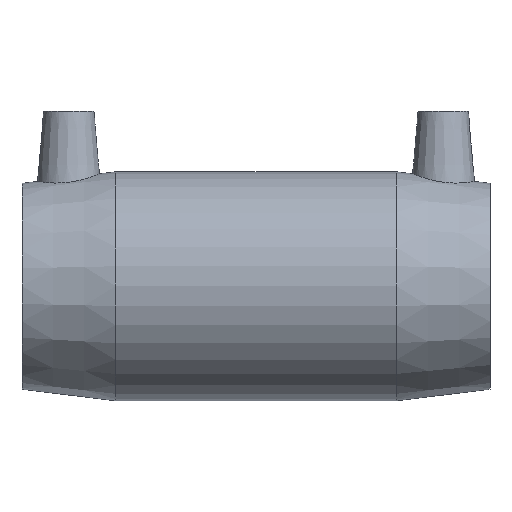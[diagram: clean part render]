
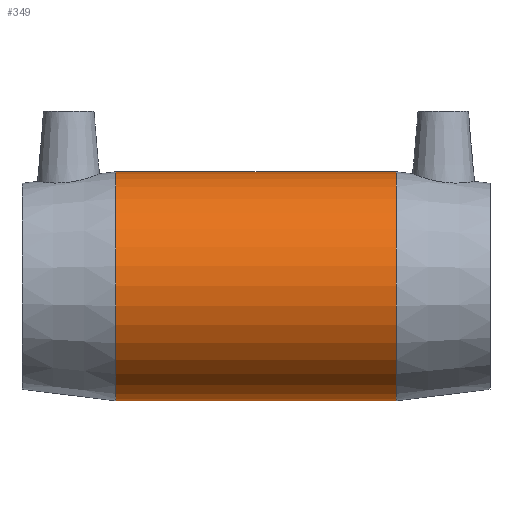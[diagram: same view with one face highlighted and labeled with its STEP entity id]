
A CAD part, top view. The second image highlights one B-rep face of the part: STEP entity #349.
In plain terms, the highlighted cylindrical face has radius 34 mm (diameter 68 mm), a full revolution.
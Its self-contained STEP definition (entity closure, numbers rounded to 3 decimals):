
#47=FACE_BOUND('',#155,.T.);
#48=FACE_BOUND('',#156,.T.);
#79=CIRCLE('',#395,34.);
#80=CIRCLE('',#396,34.);
#110=FACE_OUTER_BOUND('',#154,.T.);
#154=EDGE_LOOP('',(#286));
#155=EDGE_LOOP('',(#287));
#156=EDGE_LOOP('',(#288));
#191=B_SPLINE_CURVE_WITH_KNOTS('',3,(#605,#606,#607,#608,#609,#610,#611,
#612,#613,#614,#615,#616,#617,#618,#619,#620,#621,#622,#623,#624,#625,#626,
#627,#628,#629,#630,#631,#632,#633,#634,#635,#636,#637,#638,#639,#640,#641,
#642,#643,#644,#645,#646,#647,#648,#649,#650,#651,#652,#653,#654,#655,#656,
#657,#658,#659,#660,#661,#662),.UNSPECIFIED.,.T.,.F.,(4,2,2,2,2,2,2,2,2,
2,2,2,2,2,2,2,2,2,2,2,2,2,2,2,2,2,2,2,4),(0.,0.307,0.614,
1.228,1.535,1.841,2.147,2.454,
2.76,3.067,3.373,3.679,4.293,
4.6,4.907,5.214,5.522,6.136,
6.442,6.748,7.055,7.361,7.668,
7.974,8.28,8.587,9.201,9.508,
9.815),.UNSPECIFIED.);
#197=VERTEX_POINT('',#604);
#210=VERTEX_POINT('',#767);
#211=VERTEX_POINT('',#769);
#229=EDGE_CURVE('',#197,#197,#191,.T.);
#242=EDGE_CURVE('',#210,#210,#79,.T.);
#243=EDGE_CURVE('',#211,#211,#80,.T.);
#286=ORIENTED_EDGE('',*,*,#242,.F.);
#287=ORIENTED_EDGE('',*,*,#229,.T.);
#288=ORIENTED_EDGE('',*,*,#243,.T.);
#328=CYLINDRICAL_SURFACE('',#394,34.);
#349=ADVANCED_FACE('',(#110,#47,#48),#328,.T.);
#394=AXIS2_PLACEMENT_3D('',#766,#482,#483);
#395=AXIS2_PLACEMENT_3D('',#768,#484,#485);
#396=AXIS2_PLACEMENT_3D('',#770,#486,#487);
#482=DIRECTION('center_axis',(1.,0.,0.));
#483=DIRECTION('ref_axis',(0.,1.,0.));
#484=DIRECTION('center_axis',(1.,0.,0.));
#485=DIRECTION('ref_axis',(0.,0.,-1.));
#486=DIRECTION('center_axis',(1.,0.,0.));
#487=DIRECTION('ref_axis',(0.,0.,-1.));
#604=CARTESIAN_POINT('',(0.,-16.,-30.));
#605=CARTESIAN_POINT('Ctrl Pts',(0.,-16.,-30.));
#606=CARTESIAN_POINT('Ctrl Pts',(1.023,-16.,-30.));
#607=CARTESIAN_POINT('Ctrl Pts',(2.075,-15.9,-30.054));
#608=CARTESIAN_POINT('Ctrl Pts',(4.156,-15.487,-30.269));
#609=CARTESIAN_POINT('Ctrl Pts',(5.185,-15.174,-30.43));
#610=CARTESIAN_POINT('Ctrl Pts',(8.132,-13.943,-31.023));
#611=CARTESIAN_POINT('Ctrl Pts',(9.909,-12.718,-31.567));
#612=CARTESIAN_POINT('Ctrl Pts',(12.014,-10.613,-32.31));
#613=CARTESIAN_POINT('Ctrl Pts',(12.675,-9.821,-32.563));
#614=CARTESIAN_POINT('Ctrl Pts',(13.844,-8.089,-33.036));
#615=CARTESIAN_POINT('Ctrl Pts',(14.353,-7.151,-33.255));
#616=CARTESIAN_POINT('Ctrl Pts',(15.174,-5.184,-33.617));
#617=CARTESIAN_POINT('Ctrl Pts',(15.488,-4.154,-33.761));
#618=CARTESIAN_POINT('Ctrl Pts',(15.901,-2.073,-33.953));
#619=CARTESIAN_POINT('Ctrl Pts',(16.,-1.021,-34.));
#620=CARTESIAN_POINT('Ctrl Pts',(16.,1.021,-34.));
#621=CARTESIAN_POINT('Ctrl Pts',(15.901,2.073,-33.953));
#622=CARTESIAN_POINT('Ctrl Pts',(15.488,4.154,-33.761));
#623=CARTESIAN_POINT('Ctrl Pts',(15.174,5.184,-33.617));
#624=CARTESIAN_POINT('Ctrl Pts',(14.353,7.151,-33.255));
#625=CARTESIAN_POINT('Ctrl Pts',(13.844,8.089,-33.036));
#626=CARTESIAN_POINT('Ctrl Pts',(12.675,9.821,-32.563));
#627=CARTESIAN_POINT('Ctrl Pts',(12.014,10.613,-32.31));
#628=CARTESIAN_POINT('Ctrl Pts',(9.909,12.718,-31.567));
#629=CARTESIAN_POINT('Ctrl Pts',(8.132,13.943,-31.023));
#630=CARTESIAN_POINT('Ctrl Pts',(5.185,15.174,-30.43));
#631=CARTESIAN_POINT('Ctrl Pts',(4.156,15.487,-30.269));
#632=CARTESIAN_POINT('Ctrl Pts',(2.075,15.9,-30.054));
#633=CARTESIAN_POINT('Ctrl Pts',(1.023,16.,-30.));
#634=CARTESIAN_POINT('Ctrl Pts',(-1.023,16.,-30.));
#635=CARTESIAN_POINT('Ctrl Pts',(-2.075,15.9,-30.054));
#636=CARTESIAN_POINT('Ctrl Pts',(-4.156,15.487,-30.269));
#637=CARTESIAN_POINT('Ctrl Pts',(-5.185,15.174,-30.43));
#638=CARTESIAN_POINT('Ctrl Pts',(-8.132,13.943,-31.023));
#639=CARTESIAN_POINT('Ctrl Pts',(-9.909,12.718,-31.567));
#640=CARTESIAN_POINT('Ctrl Pts',(-12.014,10.613,-32.31));
#641=CARTESIAN_POINT('Ctrl Pts',(-12.675,9.821,-32.563));
#642=CARTESIAN_POINT('Ctrl Pts',(-13.844,8.089,-33.036));
#643=CARTESIAN_POINT('Ctrl Pts',(-14.353,7.151,-33.255));
#644=CARTESIAN_POINT('Ctrl Pts',(-15.174,5.184,-33.617));
#645=CARTESIAN_POINT('Ctrl Pts',(-15.488,4.154,-33.761));
#646=CARTESIAN_POINT('Ctrl Pts',(-15.901,2.073,-33.953));
#647=CARTESIAN_POINT('Ctrl Pts',(-16.,1.021,-34.));
#648=CARTESIAN_POINT('Ctrl Pts',(-16.,-1.021,-34.));
#649=CARTESIAN_POINT('Ctrl Pts',(-15.901,-2.073,-33.953));
#650=CARTESIAN_POINT('Ctrl Pts',(-15.488,-4.154,-33.761));
#651=CARTESIAN_POINT('Ctrl Pts',(-15.174,-5.184,-33.617));
#652=CARTESIAN_POINT('Ctrl Pts',(-14.353,-7.151,-33.255));
#653=CARTESIAN_POINT('Ctrl Pts',(-13.844,-8.089,-33.036));
#654=CARTESIAN_POINT('Ctrl Pts',(-12.675,-9.821,-32.563));
#655=CARTESIAN_POINT('Ctrl Pts',(-12.014,-10.613,-32.31));
#656=CARTESIAN_POINT('Ctrl Pts',(-9.909,-12.718,-31.567));
#657=CARTESIAN_POINT('Ctrl Pts',(-8.132,-13.943,-31.023));
#658=CARTESIAN_POINT('Ctrl Pts',(-5.185,-15.174,-30.43));
#659=CARTESIAN_POINT('Ctrl Pts',(-4.156,-15.487,-30.269));
#660=CARTESIAN_POINT('Ctrl Pts',(-2.075,-15.9,-30.054));
#661=CARTESIAN_POINT('Ctrl Pts',(-1.023,-16.,-30.));
#662=CARTESIAN_POINT('Ctrl Pts',(0.,-16.,-30.));
#766=CARTESIAN_POINT('Origin',(0.,0.,0.));
#767=CARTESIAN_POINT('',(41.7,34.,0.));
#768=CARTESIAN_POINT('Origin',(41.7,0.,0.));
#769=CARTESIAN_POINT('',(-41.7,34.,0.));
#770=CARTESIAN_POINT('Origin',(-41.7,0.,0.));
